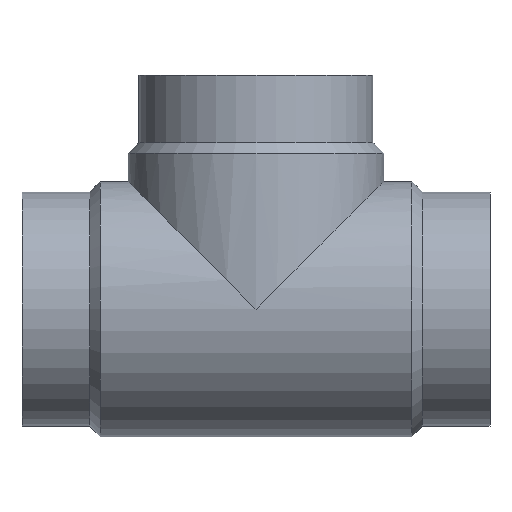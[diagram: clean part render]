
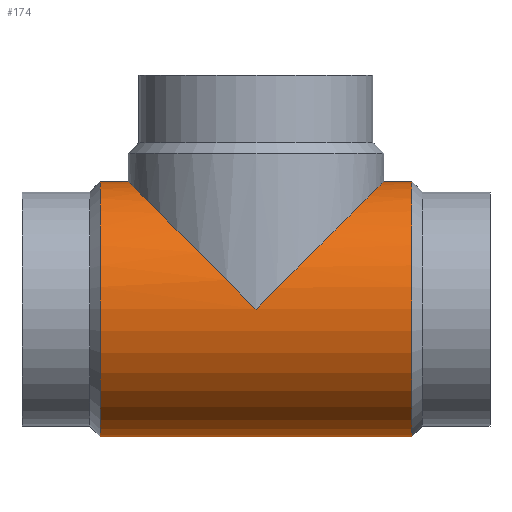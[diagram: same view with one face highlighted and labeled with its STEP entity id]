
A CAD part, top view. The second image highlights one B-rep face of the part: STEP entity #174.
In plain terms, the highlighted cylindrical face has radius 245.45 mm (diameter 490.9 mm), a partial arc.
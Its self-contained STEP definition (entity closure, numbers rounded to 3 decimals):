
#150 = VERTEX_POINT( '', #390 );
#154 = VERTEX_POINT( '', #394 );
#168 = EDGE_CURVE( '', #354, #178, #408, .T. );
#172 = EDGE_CURVE( '', #308, #358, #412, .T. );
#174 = ADVANCED_FACE( '', ( #414 ), #415, .T. );
#178 = VERTEX_POINT( '', #420 );
#180 = EDGE_CURVE( '', #178, #310, #422, .T. );
#190 = EDGE_CURVE( '', #310, #150, #432, .T. );
#216 = EDGE_CURVE( '', #154, #358, #465, .T. );
#256 = EDGE_CURVE( '', #308, #354, #509, .T. );
#294 = EDGE_CURVE( '', #150, #154, #557, .T. );
#308 = VERTEX_POINT( '', #571 );
#310 = VERTEX_POINT( '', #573 );
#354 = VERTEX_POINT( '', #621 );
#358 = VERTEX_POINT( '', #625 );
#390 = CARTESIAN_POINT( '', ( -450., 0., 245.45 ) );
#394 = CARTESIAN_POINT( '', ( -695.45, 245.45, 0. ) );
#408 = CIRCLE( '', #681, 245.45 );
#412 = CIRCLE( '', #687, 245.45 );
#414 = FACE_OUTER_BOUND( '', #689, .T. );
#415 = CYLINDRICAL_SURFACE( '', #690, 245.45 );
#420 = CARTESIAN_POINT( '', ( -150.45, 245.45, 0. ) );
#422 = LINE( '', #698, #699 );
#432 = ELLIPSE( '', #713, 347.119, 245.45 );
#465 = LINE( '', #749, #750 );
#509 = LINE( '', #807, #808 );
#557 = ELLIPSE( '', #867, 347.119, 245.45 );
#571 = CARTESIAN_POINT( '', ( -749.55, -245.45, 0. ) );
#573 = CARTESIAN_POINT( '', ( -204.55, 245.45, 0. ) );
#621 = CARTESIAN_POINT( '', ( -150.45, -245.45, 0. ) );
#625 = CARTESIAN_POINT( '', ( -749.55, 245.45, 0. ) );
#681 = AXIS2_PLACEMENT_3D( '', #986, #987, #988 );
#687 = AXIS2_PLACEMENT_3D( '', #992, #993, #994 );
#689 = EDGE_LOOP( '', ( #996, #997, #998, #999, #1000, #1001, #1002 ) );
#690 = AXIS2_PLACEMENT_3D( '', #1003, #1004, #1005 );
#698 = CARTESIAN_POINT( '', ( -450., 245.45, 0. ) );
#699 = VECTOR( '', #1014, 1. );
#713 = AXIS2_PLACEMENT_3D( '', #1019, #1020, #1021 );
#749 = CARTESIAN_POINT( '', ( -450., 245.45, 0. ) );
#750 = VECTOR( '', #1085, 1. );
#807 = CARTESIAN_POINT( '', ( -450., -245.45, 0. ) );
#808 = VECTOR( '', #1136, 1. );
#867 = AXIS2_PLACEMENT_3D( '', #1219, #1220, #1221 );
#986 = CARTESIAN_POINT( '', ( -150.45, 0., 0. ) );
#987 = DIRECTION( '', ( -1., 0., 0. ) );
#988 = DIRECTION( '', ( 0., 1., 0. ) );
#992 = CARTESIAN_POINT( '', ( -749.55, 0., 0. ) );
#993 = DIRECTION( '', ( -1., 0., 0. ) );
#994 = DIRECTION( '', ( 0., 1., 0. ) );
#996 = ORIENTED_EDGE( '', *, *, #180, .T. );
#997 = ORIENTED_EDGE( '', *, *, #190, .T. );
#998 = ORIENTED_EDGE( '', *, *, #294, .T. );
#999 = ORIENTED_EDGE( '', *, *, #216, .T. );
#1000 = ORIENTED_EDGE( '', *, *, #172, .F. );
#1001 = ORIENTED_EDGE( '', *, *, #256, .T. );
#1002 = ORIENTED_EDGE( '', *, *, #168, .T. );
#1003 = CARTESIAN_POINT( '', ( -450., 0., 0. ) );
#1004 = DIRECTION( '', ( 1., 0., 0. ) );
#1005 = DIRECTION( '', ( 0., 1., 0. ) );
#1014 = DIRECTION( '', ( -1., 0., 0. ) );
#1019 = CARTESIAN_POINT( '', ( -450., 0., 0. ) );
#1020 = DIRECTION( '', ( 0.707, -0.707, 0. ) );
#1021 = DIRECTION( '', ( 0.707, 0.707, 0. ) );
#1085 = DIRECTION( '', ( -1., 0., 0. ) );
#1136 = DIRECTION( '', ( 1., 0., 0. ) );
#1219 = CARTESIAN_POINT( '', ( -450., 0., 0. ) );
#1220 = DIRECTION( '', ( -0.707, -0.707, 0. ) );
#1221 = DIRECTION( '', ( 0.707, -0.707, 0. ) );
